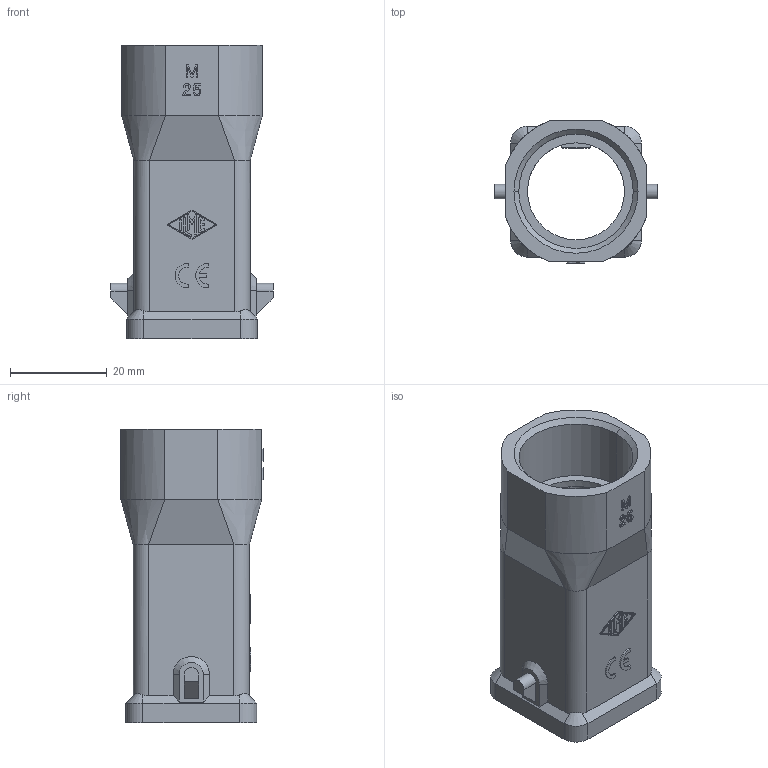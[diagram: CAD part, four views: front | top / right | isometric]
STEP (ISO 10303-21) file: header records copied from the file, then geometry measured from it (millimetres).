
FILE_DESCRIPTION(('Creo Elements/Direct Modeling STEP Export'),'2;1');
FILE_NAME('0ln7uvk5577qsml2784','2020-10-14T15:43:38',(''),(''),'Creo Elements/Direct Modeling STEP processor for AP214 (Solid Model)','Creo Elements/Direct Modeling 20.1B 02-Apr-2019 (C) Parametric Technology GmbH','');
FILE_SCHEMA(('AUTOMOTIVE_DESIGN { 1 0 10303 214 1 1 1 1 }'));
Length unit declared in the file: millimetre
Products named in the file (3): MKH V25; MKH V25.stp
Assembly tree (2 placements, depth 3):
  MKH V25.stp
    MKH V25
      MKH V25
Bounding box: 33.5 x 29.3 x 60.5 mm (x, y, z)
Volume: 10752.6 mm3; surface area: 11628.5 mm2
Topology: 1 solids, 1 shells, 283 faces, 784 edges, 518 vertices
Faces by surface type: plane 216, cylinder 52, cone 11, bspline 4
Entity records: 11565 total; most frequent: CARTESIAN_POINT 1945, ORIENTED_EDGE 1568, DIRECTION 1444, EDGE_CURVE 784, VECTOR 644, LINE 644, VERTEX_POINT 518, AXIS2_PLACEMENT_3D 400
